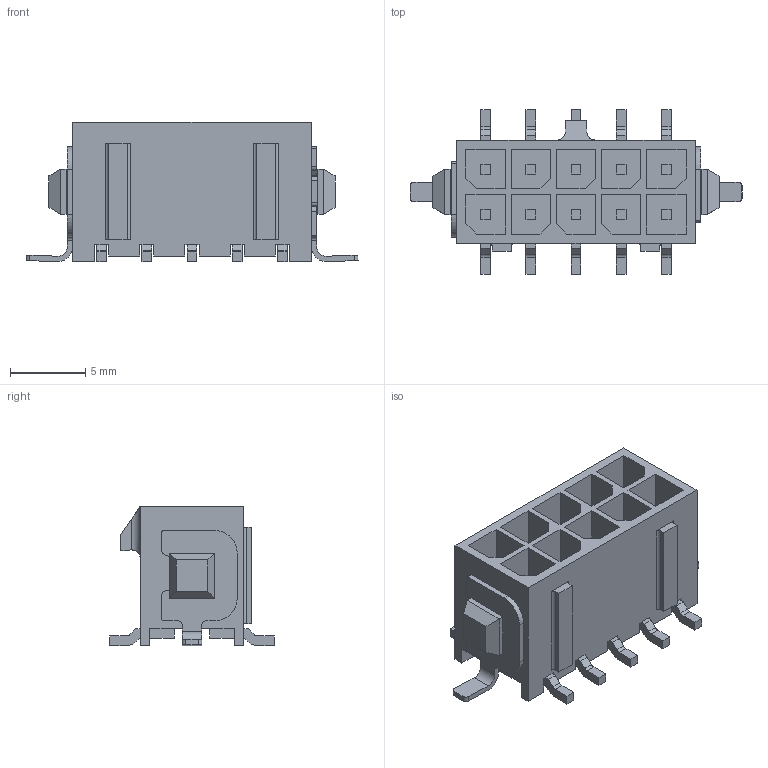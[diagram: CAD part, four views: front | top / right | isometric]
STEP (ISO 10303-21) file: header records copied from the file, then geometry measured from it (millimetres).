
FILE_DESCRIPTION((''),'2;1');
FILE_NAME('C-4-794638-0','2017-03-21T',('workeradm'),('Tyco Electronics Ltd.'),'CREO PARAMETRIC BY PTC INC, 2016050','CREO PARAMETRIC BY PTC INC, 2016050','');
FILE_SCHEMA(('AUTOMOTIVE_DESIGN { 1 0 10303 214 1 1 1 1 }'));
Length unit declared in the file: millimetre
Products named in the file (1): C-4-794638-0
Bounding box: 22.04 x 10.94 x 9.24 mm (x, y, z)
Volume: 560.9 mm3; surface area: 1581.4 mm2
Topology: 1 solids, 1 shells, 417 faces, 1135 edges, 744 vertices
Faces by surface type: plane 340, cylinder 77
Entity records: 16593 total; most frequent: CARTESIAN_POINT 2334, ORIENTED_EDGE 2270, DIRECTION 2115, PRESENTATION_STYLE_ASSIGNMENT 1136, STYLED_ITEM 1136, CURVE_STYLE 1135, EDGE_CURVE 1135, VECTOR 981
